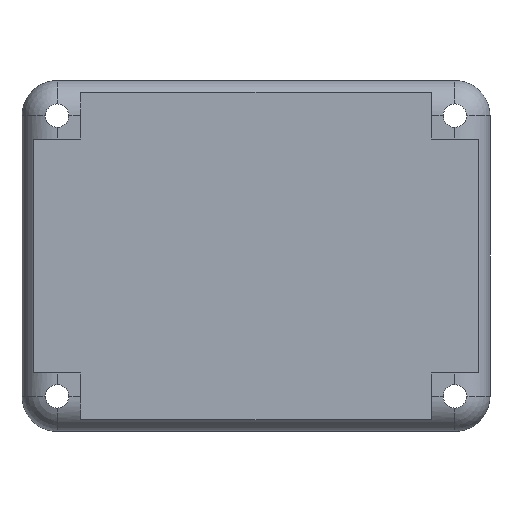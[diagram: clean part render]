
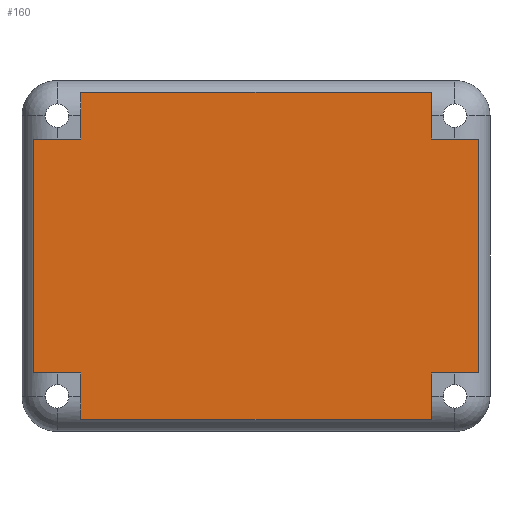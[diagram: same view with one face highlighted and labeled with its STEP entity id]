
A CAD part, front view. The second image highlights one B-rep face of the part: STEP entity #160.
In plain terms, the highlighted planar face has unit normal (0, -1, 0).
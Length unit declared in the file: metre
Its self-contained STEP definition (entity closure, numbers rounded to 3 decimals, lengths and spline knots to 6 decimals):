
#160 = ADVANCED_FACE( '', ( #318 ), #319, .T. );
#318 = FACE_OUTER_BOUND( '', #467, .T. );
#319 = PLANE( '', #468 );
#467 = EDGE_LOOP( '', ( #895, #896, #897, #898, #899, #900, #901, #902, #903, #904, #905, #906 ) );
#468 = AXIS2_PLACEMENT_3D( '', #907, #908, #909 );
#895 = ORIENTED_EDGE( '', *, *, #1058, .T. );
#896 = ORIENTED_EDGE( '', *, *, #958, .T. );
#897 = ORIENTED_EDGE( '', *, *, #1040, .T. );
#898 = ORIENTED_EDGE( '', *, *, #1052, .F. );
#899 = ORIENTED_EDGE( '', *, *, #1048, .T. );
#900 = ORIENTED_EDGE( '', *, *, #951, .F. );
#901 = ORIENTED_EDGE( '', *, *, #1050, .F. );
#902 = ORIENTED_EDGE( '', *, *, #932, .T. );
#903 = ORIENTED_EDGE( '', *, *, #1061, .F. );
#904 = ORIENTED_EDGE( '', *, *, #968, .T. );
#905 = ORIENTED_EDGE( '', *, *, #964, .T. );
#906 = ORIENTED_EDGE( '', *, *, #1070, .T. );
#907 = CARTESIAN_POINT( '', ( -0.01317, -0.001, 0.021171 ) );
#908 = DIRECTION( '', ( 0., -1., 0. ) );
#909 = DIRECTION( '', ( 1., 0., 0. ) );
#932 = EDGE_CURVE( '', #1117, #1123, #1125, .T. );
#951 = EDGE_CURVE( '', #1156, #1158, #1159, .T. );
#958 = EDGE_CURVE( '', #1163, #1169, #1171, .T. );
#964 = EDGE_CURVE( '', #1174, #1180, #1182, .T. );
#968 = EDGE_CURVE( '', #1185, #1174, #1188, .T. );
#1040 = EDGE_CURVE( '', #1169, #1289, #1291, .T. );
#1048 = EDGE_CURVE( '', #1298, #1158, #1300, .T. );
#1050 = EDGE_CURVE( '', #1117, #1156, #1302, .T. );
#1052 = EDGE_CURVE( '', #1298, #1289, #1304, .T. );
#1058 = EDGE_CURVE( '', #1309, #1163, #1311, .T. );
#1061 = EDGE_CURVE( '', #1185, #1123, #1314, .T. );
#1070 = EDGE_CURVE( '', #1180, #1309, #1323, .T. );
#1117 = VERTEX_POINT( '', #1395 );
#1123 = VERTEX_POINT( '', #1403 );
#1125 = LINE( '', #1406, #1407 );
#1156 = VERTEX_POINT( '', #1461 );
#1158 = VERTEX_POINT( '', #1464 );
#1159 = LINE( '', #1465, #1466 );
#1163 = VERTEX_POINT( '', #1471 );
#1169 = VERTEX_POINT( '', #1479 );
#1171 = LINE( '', #1482, #1483 );
#1174 = VERTEX_POINT( '', #1486 );
#1180 = VERTEX_POINT( '', #1494 );
#1182 = LINE( '', #1497, #1498 );
#1185 = VERTEX_POINT( '', #1501 );
#1188 = LINE( '', #1506, #1507 );
#1289 = VERTEX_POINT( '', #1718 );
#1291 = LINE( '', #1721, #1722 );
#1298 = VERTEX_POINT( '', #1731 );
#1300 = LINE( '', #1734, #1735 );
#1302 = LINE( '', #1737, #1738 );
#1304 = LINE( '', #1740, #1741 );
#1309 = VERTEX_POINT( '', #1747 );
#1311 = LINE( '', #1750, #1751 );
#1314 = LINE( '', #1755, #1756 );
#1323 = LINE( '', #1775, #1776 );
#1395 = CARTESIAN_POINT( '', ( 0.00183, -0.001, 0.007171 ) );
#1403 = CARTESIAN_POINT( '', ( 0.00183, -0.001, 0.011171 ) );
#1406 = CARTESIAN_POINT( '', ( 0.00183, -0.001, 0.009171 ) );
#1407 = VECTOR( '', #1830, 1. );
#1461 = CARTESIAN_POINT( '', ( -0.02817, -0.001, 0.007171 ) );
#1464 = CARTESIAN_POINT( '', ( -0.02817, -0.001, 0.011171 ) );
#1465 = CARTESIAN_POINT( '', ( -0.02817, -0.001, 0.008362 ) );
#1466 = VECTOR( '', #1858, 1. );
#1471 = CARTESIAN_POINT( '', ( -0.02817, -0.001, 0.035171 ) );
#1479 = CARTESIAN_POINT( '', ( -0.02817, -0.001, 0.031171 ) );
#1482 = CARTESIAN_POINT( '', ( -0.02817, -0.001, 0.033933 ) );
#1483 = VECTOR( '', #1866, 1. );
#1486 = CARTESIAN_POINT( '', ( 0.00583, -0.001, 0.031171 ) );
#1494 = CARTESIAN_POINT( '', ( 0.00183, -0.001, 0.031171 ) );
#1497 = CARTESIAN_POINT( '', ( 0.00369, -0.001, 0.031171 ) );
#1498 = VECTOR( '', #1873, 1. );
#1501 = CARTESIAN_POINT( '', ( 0.00583, -0.001, 0.011171 ) );
#1506 = CARTESIAN_POINT( '', ( 0.00583, -0.001, 0.020185 ) );
#1507 = VECTOR( '', #1876, 1. );
#1718 = CARTESIAN_POINT( '', ( -0.03217, -0.001, 0.031171 ) );
#1721 = CARTESIAN_POINT( '', ( -0.031051, -0.001, 0.031171 ) );
#1722 = VECTOR( '', #1970, 1. );
#1731 = CARTESIAN_POINT( '', ( -0.03217, -0.001, 0.011171 ) );
#1734 = CARTESIAN_POINT( '', ( -0.030294, -0.001, 0.011171 ) );
#1735 = VECTOR( '', #1980, 1. );
#1737 = CARTESIAN_POINT( '', ( -0.013596, -0.001, 0.007171 ) );
#1738 = VECTOR( '', #1981, 1. );
#1740 = CARTESIAN_POINT( '', ( -0.03217, -0.001, 0.020185 ) );
#1741 = VECTOR( '', #1982, 1. );
#1747 = CARTESIAN_POINT( '', ( 0.00183, -0.001, 0.035171 ) );
#1750 = CARTESIAN_POINT( '', ( -0.01317, -0.001, 0.035171 ) );
#1751 = VECTOR( '', #1988, 1. );
#1755 = CARTESIAN_POINT( '', ( 0.003984, -0.001, 0.011171 ) );
#1756 = VECTOR( '', #1990, 1. );
#1775 = CARTESIAN_POINT( '', ( 0.00183, -0.001, 0.033694 ) );
#1776 = VECTOR( '', #1995, 1. );
#1830 = DIRECTION( '', ( 0., 0., 1. ) );
#1858 = DIRECTION( '', ( 0., 0., 1. ) );
#1866 = DIRECTION( '', ( 0., 0., -1. ) );
#1873 = DIRECTION( '', ( -1., 0., 0. ) );
#1876 = DIRECTION( '', ( 0., 0., 1. ) );
#1970 = DIRECTION( '', ( -1., 0., 0. ) );
#1980 = DIRECTION( '', ( 1., 0., 0. ) );
#1981 = DIRECTION( '', ( -1., 0., 0. ) );
#1982 = DIRECTION( '', ( 0., 0., 1. ) );
#1988 = DIRECTION( '', ( -1., 0., 0. ) );
#1990 = DIRECTION( '', ( -1., 0., 0. ) );
#1995 = DIRECTION( '', ( 0., 0., 1. ) );
